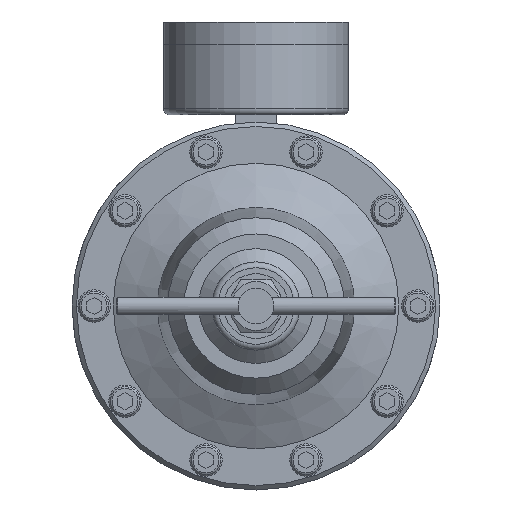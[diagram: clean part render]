
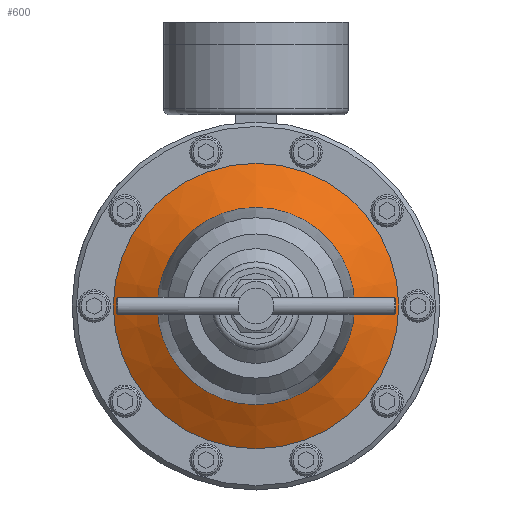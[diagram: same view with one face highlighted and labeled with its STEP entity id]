
A CAD part, front view. The second image highlights one B-rep face of the part: STEP entity #600.
In plain terms, the highlighted conical face has half-angle 61.928 degrees and reference radius 48.5 mm.
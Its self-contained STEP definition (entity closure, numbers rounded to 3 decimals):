
#600 = ADVANCED_FACE( '', ( #1385, #1386 ), #1387, .T. );
#1385 = FACE_BOUND( '', #2414, .T. );
#1386 = FACE_OUTER_BOUND( '', #2415, .T. );
#1387 = CONICAL_SURFACE( '', #2416, 48.5, 1.081 );
#2414 = EDGE_LOOP( '', ( #3963 ) );
#2415 = EDGE_LOOP( '', ( #3964 ) );
#2416 = AXIS2_PLACEMENT_3D( '', #3965, #3966, #3967 );
#3963 = ORIENTED_EDGE( '', *, *, #5875, .F. );
#3964 = ORIENTED_EDGE( '', *, *, #5876, .T. );
#3965 = CARTESIAN_POINT( '', ( 0., -54.5, 0. ) );
#3966 = DIRECTION( '', ( 0., 1., 0. ) );
#3967 = DIRECTION( '', ( 0., 0., 1. ) );
#5875 = EDGE_CURVE( '', #7075, #7075, #7076, .T. );
#5876 = EDGE_CURVE( '', #7077, #7077, #7078, .T. );
#7075 = VERTEX_POINT( '', #9018 );
#7076 = CIRCLE( '', #9019, 33.5 );
#7077 = VERTEX_POINT( '', #9020 );
#7078 = CIRCLE( '', #9021, 48.5 );
#9018 = CARTESIAN_POINT( '', ( 0., -62.5, -33.5 ) );
#9019 = AXIS2_PLACEMENT_3D( '', #10414, #10415, #10416 );
#9020 = CARTESIAN_POINT( '', ( 0., -54.5, -48.5 ) );
#9021 = AXIS2_PLACEMENT_3D( '', #10417, #10418, #10419 );
#10414 = CARTESIAN_POINT( '', ( 0., -62.5, 0. ) );
#10415 = DIRECTION( '', ( 0., -1., 0. ) );
#10416 = DIRECTION( '', ( 0., 0., -1. ) );
#10417 = CARTESIAN_POINT( '', ( 0., -54.5, 0. ) );
#10418 = DIRECTION( '', ( 0., -1., 0. ) );
#10419 = DIRECTION( '', ( 0., 0., -1. ) );
